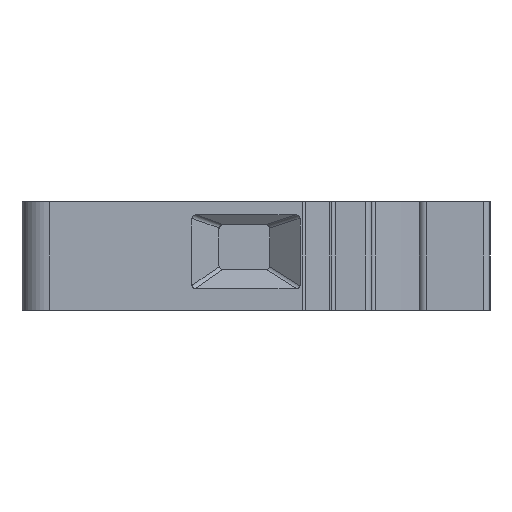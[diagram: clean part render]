
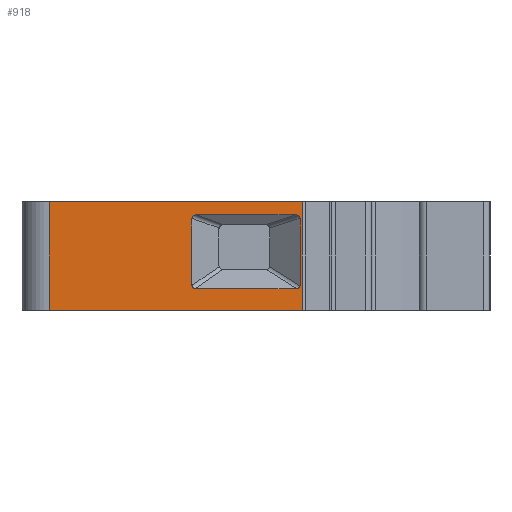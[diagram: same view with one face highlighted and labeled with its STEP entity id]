
A CAD part, left-side view. The second image highlights one B-rep face of the part: STEP entity #918.
In plain terms, the highlighted planar face has unit normal (-1, 0, 0).
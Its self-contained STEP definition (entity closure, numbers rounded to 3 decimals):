
#151=FACE_BOUND('',#1361,.T.);
#152=FACE_BOUND('',#1362,.T.);
#290=LINE('',#5024,#615);
#354=LINE('',#5275,#679);
#379=LINE('',#5395,#704);
#380=LINE('',#5396,#705);
#381=LINE('',#5397,#706);
#382=LINE('',#5402,#707);
#383=LINE('',#5406,#708);
#384=LINE('',#5410,#709);
#615=VECTOR('',#3979,1.);
#679=VECTOR('',#4181,1.);
#704=VECTOR('',#4292,1.);
#705=VECTOR('',#4293,1.);
#706=VECTOR('',#4294,1.);
#707=VECTOR('',#4297,1.);
#708=VECTOR('',#4300,1.);
#709=VECTOR('',#4303,1.);
#918=ADVANCED_FACE('',(#151,#152),#1091,.T.);
#1091=PLANE('',#3678);
#1361=EDGE_LOOP('',(#1807,#1808,#1809,#1810));
#1362=EDGE_LOOP('',(#1811,#1812,#1813,#1814,#1815,#1816,#1817,#1818));
#1807=ORIENTED_EDGE('',*,*,#3070,.T.);
#1808=ORIENTED_EDGE('',*,*,#3135,.T.);
#1809=ORIENTED_EDGE('',*,*,#2940,.F.);
#1810=ORIENTED_EDGE('',*,*,#3136,.T.);
#1811=ORIENTED_EDGE('',*,*,#3137,.F.);
#1812=ORIENTED_EDGE('',*,*,#3138,.T.);
#1813=ORIENTED_EDGE('',*,*,#3139,.F.);
#1814=ORIENTED_EDGE('',*,*,#3140,.T.);
#1815=ORIENTED_EDGE('',*,*,#3141,.F.);
#1816=ORIENTED_EDGE('',*,*,#3142,.T.);
#1817=ORIENTED_EDGE('',*,*,#3143,.F.);
#1818=ORIENTED_EDGE('',*,*,#3144,.T.);
#2594=VERTEX_POINT('',#5023);
#2595=VERTEX_POINT('',#5025);
#2712=VERTEX_POINT('',#5274);
#2713=VERTEX_POINT('',#5276);
#2765=VERTEX_POINT('',#5398);
#2766=VERTEX_POINT('',#5399);
#2767=VERTEX_POINT('',#5401);
#2768=VERTEX_POINT('',#5403);
#2769=VERTEX_POINT('',#5405);
#2770=VERTEX_POINT('',#5407);
#2771=VERTEX_POINT('',#5409);
#2772=VERTEX_POINT('',#5411);
#2940=EDGE_CURVE('',#2594,#2595,#290,.T.);
#3070=EDGE_CURVE('',#2713,#2712,#354,.T.);
#3135=EDGE_CURVE('',#2712,#2595,#379,.T.);
#3136=EDGE_CURVE('',#2594,#2713,#380,.T.);
#3137=EDGE_CURVE('',#2765,#2766,#381,.T.);
#3138=EDGE_CURVE('',#2765,#2767,#3514,.T.);
#3139=EDGE_CURVE('',#2768,#2767,#382,.T.);
#3140=EDGE_CURVE('',#2768,#2769,#3515,.T.);
#3141=EDGE_CURVE('',#2770,#2769,#383,.T.);
#3142=EDGE_CURVE('',#2770,#2771,#3516,.T.);
#3143=EDGE_CURVE('',#2772,#2771,#384,.T.);
#3144=EDGE_CURVE('',#2772,#2766,#3517,.T.);
#3514=CIRCLE('',#3674,0.3);
#3515=CIRCLE('',#3675,0.3);
#3516=CIRCLE('',#3676,0.3);
#3517=CIRCLE('',#3677,0.3);
#3674=AXIS2_PLACEMENT_3D('',#5400,#4295,#4296);
#3675=AXIS2_PLACEMENT_3D('',#5404,#4298,#4299);
#3676=AXIS2_PLACEMENT_3D('',#5408,#4301,#4302);
#3677=AXIS2_PLACEMENT_3D('',#5412,#4304,#4305);
#3678=AXIS2_PLACEMENT_3D('',#5413,#4306,#4307);
#3979=DIRECTION('',(0.,-1.,0.));
#4181=DIRECTION('',(0.,-1.,0.));
#4292=DIRECTION('',(0.,0.,1.));
#4293=DIRECTION('',(0.,0.,-1.));
#4294=DIRECTION('',(0.,0.,1.));
#4295=DIRECTION('',(1.,0.,0.));
#4296=DIRECTION('',(0.,0.,1.));
#4297=DIRECTION('',(0.,-1.,0.));
#4298=DIRECTION('',(1.,0.,0.));
#4299=DIRECTION('',(0.,0.,1.));
#4300=DIRECTION('',(0.,0.,-1.));
#4301=DIRECTION('',(1.,0.,0.));
#4302=DIRECTION('',(0.,0.,1.));
#4303=DIRECTION('',(0.,1.,0.));
#4304=DIRECTION('',(1.,0.,0.));
#4305=DIRECTION('',(0.,0.,1.));
#4306=DIRECTION('',(-1.,0.,0.));
#4307=DIRECTION('',(0.,0.,1.));
#5023=CARTESIAN_POINT('',(-26.,20.75,8.));
#5024=CARTESIAN_POINT('',(-26.,19.,8.));
#5025=CARTESIAN_POINT('',(-26.,2.124,8.));
#5274=CARTESIAN_POINT('',(-26.,2.124,0.));
#5275=CARTESIAN_POINT('',(-26.,11.375,0.));
#5276=CARTESIAN_POINT('',(-26.,20.75,0.));
#5395=CARTESIAN_POINT('',(-26.,2.124,0.));
#5396=CARTESIAN_POINT('',(-26.,20.75,0.));
#5397=CARTESIAN_POINT('',(-26.,2.279,0.));
#5398=CARTESIAN_POINT('',(-26.,2.279,1.9));
#5399=CARTESIAN_POINT('',(-26.,2.279,6.728));
#5400=CARTESIAN_POINT('',(-26.,2.579,1.9));
#5401=CARTESIAN_POINT('',(-26.,2.579,1.6));
#5402=CARTESIAN_POINT('',(-26.,11.375,1.6));
#5403=CARTESIAN_POINT('',(-26.,9.95,1.6));
#5404=CARTESIAN_POINT('',(-26.,9.95,1.9));
#5405=CARTESIAN_POINT('',(-26.,10.25,1.9));
#5406=CARTESIAN_POINT('',(-26.,10.25,0.));
#5407=CARTESIAN_POINT('',(-26.,10.25,6.728));
#5408=CARTESIAN_POINT('',(-26.,9.95,6.728));
#5409=CARTESIAN_POINT('',(-26.,9.95,7.028));
#5410=CARTESIAN_POINT('',(-26.,11.375,7.028));
#5411=CARTESIAN_POINT('',(-26.,2.579,7.028));
#5412=CARTESIAN_POINT('',(-26.,2.579,6.728));
#5413=CARTESIAN_POINT('',(-26.,11.375,0.));
